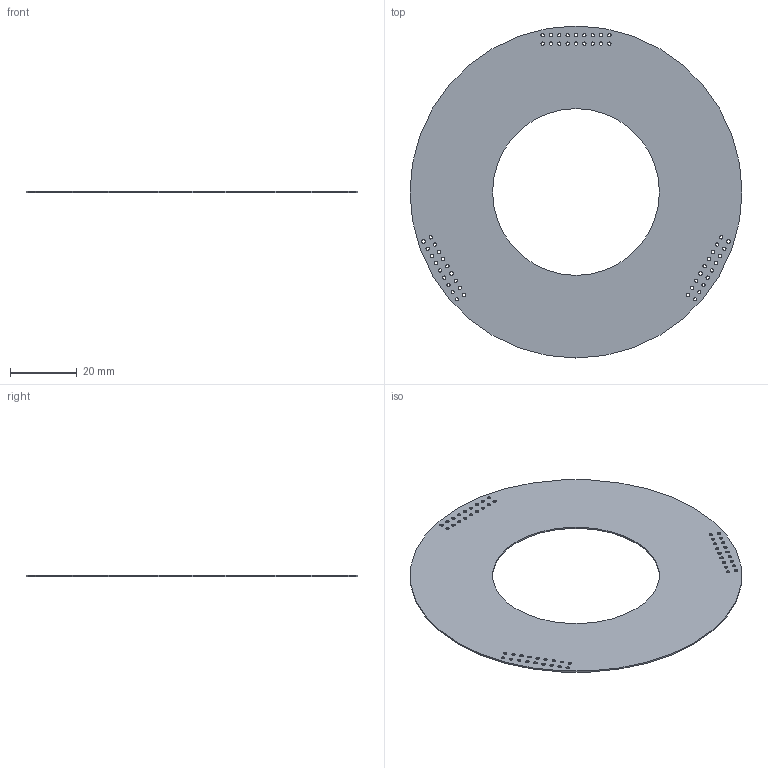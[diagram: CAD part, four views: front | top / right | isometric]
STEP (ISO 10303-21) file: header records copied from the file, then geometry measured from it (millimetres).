
FILE_DESCRIPTION(('Open CASCADE Model'),'2;1');
FILE_NAME('Open CASCADE Shape Model','2022-04-28T19:24:16',('Author'),( 'Open CASCADE'),'Open CASCADE STEP processor 6.8','Open CASCADE 6.8' ,'Unknown');
FILE_SCHEMA(('AUTOMOTIVE_DESIGN { 1 0 10303 214 1 1 1 1 }'));
Length unit declared in the file: millimetre
Products named in the file (3): PCB; Board; Open CASCADE STEP translator 6.8 4.1.1
Assembly tree (2 placements, depth 3):
  PCB
    Board
      Open CASCADE STEP translator 6.8 4.1.1
Bounding box: 99.5 x 99.5 x 0.41 mm (x, y, z)
Volume: 2374.1 mm3; surface area: 11802.5 mm2
Topology: 1 solids, 1 shells, 58 faces, 168 edges, 112 vertices
Faces by surface type: cylinder 56, plane 2
Full cylindrical faces by diameter (mm): 1 x54, 50 x1, 99.5 x1
Entity records: 2261 total; most frequent: DIRECTION 402, CARTESIAN_POINT 341, ORIENTED_EDGE 336, AXIS2_PLACEMENT_3D 173, FACE_BOUND 168, EDGE_LOOP 168, EDGE_CURVE 168, VERTEX_POINT 112
